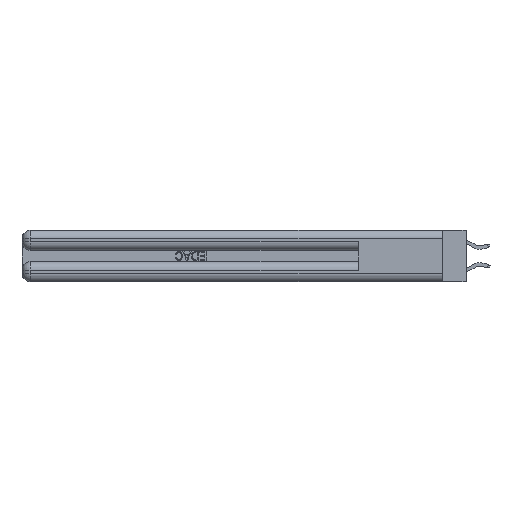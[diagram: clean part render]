
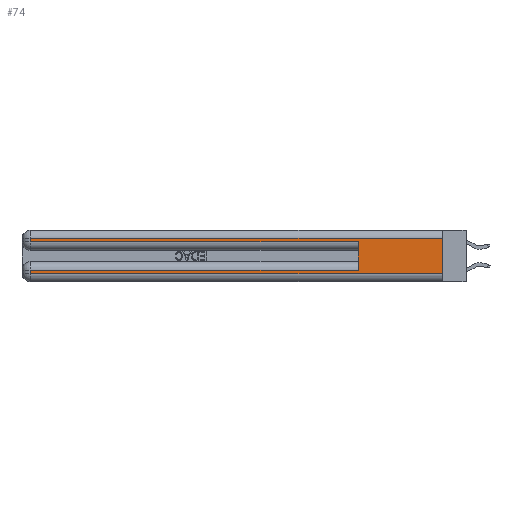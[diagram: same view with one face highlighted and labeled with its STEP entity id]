
A CAD part, left-side view. The second image highlights one B-rep face of the part: STEP entity #74.
In plain terms, the highlighted planar face has unit normal (-1, 0, 0).
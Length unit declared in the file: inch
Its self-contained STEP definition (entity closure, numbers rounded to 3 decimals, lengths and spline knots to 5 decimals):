
#74 = ADVANCED_FACE ( 'NONE', ( #15894 ), #12982, .F. ) ;
#899 = ORIENTED_EDGE ( 'NONE', *, *, #10577, .F. ) ;
#955 = VERTEX_POINT ( 'NONE', #23257 ) ;
#1060 = CARTESIAN_POINT ( 'NONE',  ( 0., 0., 0.31 ) ) ;
#1066 = EDGE_CURVE ( 'NONE', #16436, #955, #9668, .T. ) ;
#2964 = EDGE_CURVE ( 'NONE', #9332, #16436, #20541, .T. ) ;
#3520 = VECTOR ( 'NONE', #28132, 39.37008 ) ;
#3587 = VECTOR ( 'NONE', #20064, 39.37008 ) ;
#3932 = CARTESIAN_POINT ( 'NONE',  ( 0., 2.94, 0.37 ) ) ;
#4294 = AXIS2_PLACEMENT_3D ( 'NONE', #22185, #29101, #15321 ) ;
#4314 = LINE ( 'NONE', #13179, #3587 ) ;
#4627 = EDGE_CURVE ( 'NONE', #13435, #29260, #26901, .T. ) ;
#5037 = CARTESIAN_POINT ( 'NONE',  ( 0., 0., 0.06 ) ) ;
#5070 = ORIENTED_EDGE ( 'NONE', *, *, #2964, .T. ) ;
#5957 = VECTOR ( 'NONE', #17500, 39.37008 ) ;
#7445 = CARTESIAN_POINT ( 'NONE',  ( 0., 0., 0.285 ) ) ;
#8278 = CARTESIAN_POINT ( 'NONE',  ( 0., 0., 0.085 ) ) ;
#9332 = VERTEX_POINT ( 'NONE', #21486 ) ;
#9668 = LINE ( 'NONE', #7445, #3520 ) ;
#9972 = ORIENTED_EDGE ( 'NONE', *, *, #1066, .T. ) ;
#10577 = EDGE_CURVE ( 'NONE', #11585, #955, #25612, .T. ) ;
#10608 = CARTESIAN_POINT ( 'NONE',  ( 0., 2.94, 0.285 ) ) ;
#11585 = VERTEX_POINT ( 'NONE', #28467 ) ;
#12892 = VECTOR ( 'NONE', #24471, 39.37008 ) ;
#12982 = PLANE ( 'NONE',  #4294 ) ;
#13179 = CARTESIAN_POINT ( 'NONE',  ( 0., 2.94, 0.37 ) ) ;
#13435 = VERTEX_POINT ( 'NONE', #19232 ) ;
#13828 = CARTESIAN_POINT ( 'NONE',  ( 0., 0., 0.37 ) ) ;
#14372 = VECTOR ( 'NONE', #15480, 39.37008 ) ;
#14439 = CARTESIAN_POINT ( 'NONE',  ( 0., 0.6, 0.145 ) ) ;
#14534 = ORIENTED_EDGE ( 'NONE', *, *, #16667, .F. ) ;
#15321 = DIRECTION ( 'NONE',  ( 0., 0., -1. ) ) ;
#15323 = CARTESIAN_POINT ( 'NONE',  ( 0., 0., 0.06 ) ) ;
#15373 = VECTOR ( 'NONE', #23570, 39.37008 ) ;
#15480 = DIRECTION ( 'NONE',  ( 0., 0., -1. ) ) ;
#15894 = FACE_OUTER_BOUND ( 'NONE', #28280, .T. ) ;
#16436 = VERTEX_POINT ( 'NONE', #10608 ) ;
#16611 = LINE ( 'NONE', #13828, #28111 ) ;
#16667 = EDGE_CURVE ( 'NONE', #20603, #29260, #16611, .T. ) ;
#17500 = DIRECTION ( 'NONE',  ( 0., 1., 0. ) ) ;
#17568 = LINE ( 'NONE', #8278, #5957 ) ;
#17751 = ORIENTED_EDGE ( 'NONE', *, *, #24589, .T. ) ;
#19052 = LINE ( 'NONE', #19810, #12892 ) ;
#19232 = CARTESIAN_POINT ( 'NONE',  ( 0., 2.94, 0.06 ) ) ;
#19467 = VECTOR ( 'NONE', #21416, 39.37008 ) ;
#19740 = CARTESIAN_POINT ( 'NONE',  ( 0., 2.94, 0.085 ) ) ;
#19810 = CARTESIAN_POINT ( 'NONE',  ( 0., 0., 0.31 ) ) ;
#20064 = DIRECTION ( 'NONE',  ( 0., 0., -1. ) ) ;
#20541 = LINE ( 'NONE', #3932, #14372 ) ;
#20603 = VERTEX_POINT ( 'NONE', #1060 ) ;
#21416 = DIRECTION ( 'NONE',  ( 0., 0., 1. ) ) ;
#21486 = CARTESIAN_POINT ( 'NONE',  ( 0., 2.94, 0.31 ) ) ;
#22185 = CARTESIAN_POINT ( 'NONE',  ( 0., 0., 0.37 ) ) ;
#23136 = VERTEX_POINT ( 'NONE', #19740 ) ;
#23257 = CARTESIAN_POINT ( 'NONE',  ( 0., 0.6, 0.285 ) ) ;
#23570 = DIRECTION ( 'NONE',  ( 0., -1., 0. ) ) ;
#24471 = DIRECTION ( 'NONE',  ( 0., 1., 0. ) ) ;
#24589 = EDGE_CURVE ( 'NONE', #23136, #13435, #4314, .T. ) ;
#25612 = LINE ( 'NONE', #14439, #19467 ) ;
#26372 = ORIENTED_EDGE ( 'NONE', *, *, #26548, .T. ) ;
#26548 = EDGE_CURVE ( 'NONE', #20603, #9332, #19052, .T. ) ;
#26861 = ORIENTED_EDGE ( 'NONE', *, *, #27807, .T. ) ;
#26901 = LINE ( 'NONE', #5037, #15373 ) ;
#27531 = DIRECTION ( 'NONE',  ( 0., 0., -1. ) ) ;
#27807 = EDGE_CURVE ( 'NONE', #11585, #23136, #17568, .T. ) ;
#28111 = VECTOR ( 'NONE', #27531, 39.37008 ) ;
#28132 = DIRECTION ( 'NONE',  ( 0., -1., 0. ) ) ;
#28280 = EDGE_LOOP ( 'NONE', ( #14534, #26372, #5070, #9972, #899, #26861, #17751, #28838 ) ) ;
#28467 = CARTESIAN_POINT ( 'NONE',  ( 0., 0.6, 0.085 ) ) ;
#28838 = ORIENTED_EDGE ( 'NONE', *, *, #4627, .T. ) ;
#29101 = DIRECTION ( 'NONE',  ( 1., 0., 0. ) ) ;
#29260 = VERTEX_POINT ( 'NONE', #15323 ) ;
